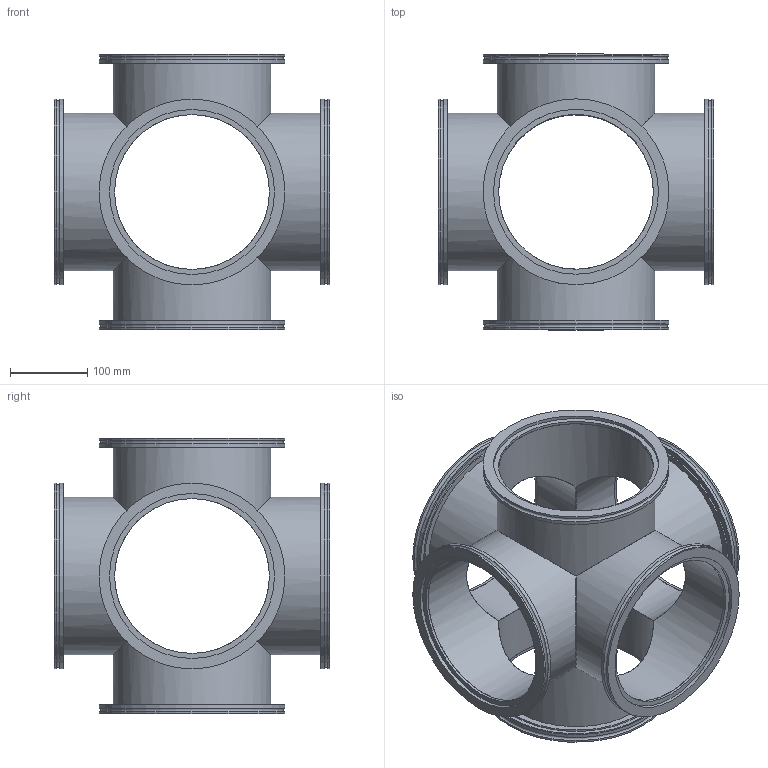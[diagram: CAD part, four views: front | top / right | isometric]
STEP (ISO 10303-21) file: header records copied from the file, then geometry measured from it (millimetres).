
FILE_DESCRIPTION(/* description */ (''),/* implementation_level */ '2;1');
FILE_NAME(/* name */ '20000064147_IAM_000.iam.stp',/* time_stamp */ '2018-02-14T09:58:35+01:00',/* author */ ('KRAFT'),/* organization */ (''),/* preprocessor_version */ 'ST-DEVELOPER v16.5',/* originating_system */ 'Autodesk Inventor 2017',/* authorisation */ '');
FILE_SCHEMA (('AUTOMOTIVE_DESIGN { 1 0 10303 214 3 1 1 }'));
Length unit declared in the file: millimetre
Products named in the file (8): 20000064147; 20000000582; 20000000582_1; 20000000582_2; 20000000582_3; 20000000582_4; 20000000582_5; 20000000431
Assembly tree (12 placements, depth 2):
  20000064147
    20000000582
    20000000582_1
    20000000582_2
    20000000582_3
    20000000582_4
    20000000582_5
    20000000431  x6
Bounding box: 356 x 356 x 356 mm (x, y, z)
Volume: 1335441 mm3; surface area: 919309.6 mm2
Topology: 12 solids, 12 shells, 132 faces, 258 edges, 168 vertices
Faces by surface type: plane 66, cylinder 54, cone 6, torus 6
Full cylindrical faces by diameter (mm): 200 x12, 204 x6, 204.5 x6, 213 x6, 220 x6, 236 x6, 240 x12
Entity records: 1782 total; most frequent: DIRECTION 328, CARTESIAN_POINT 251, ORIENTED_EDGE 198, AXIS2_PLACEMENT_3D 152, EDGE_CURVE 99, EDGE_LOOP 90, VERTEX_POINT 75, STYLED_ITEM 58
